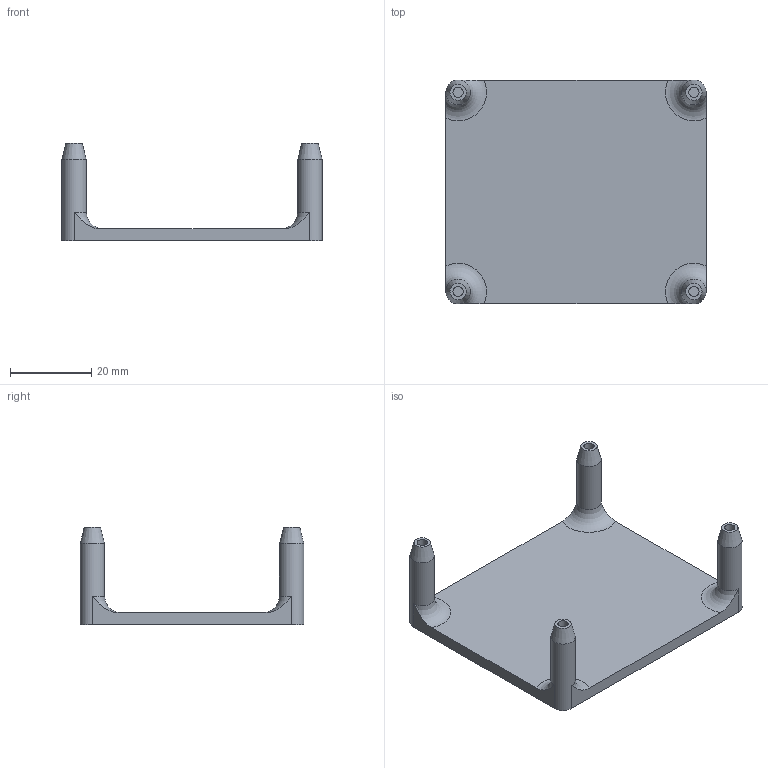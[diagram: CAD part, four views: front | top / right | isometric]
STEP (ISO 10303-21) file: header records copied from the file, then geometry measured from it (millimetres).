
FILE_DESCRIPTION(/* description */ (''),/* implementation_level */ '2;1');
FILE_NAME(/* name */ 'raspberry-pi-frame.step',/* time_stamp */ '2019-11-11T02:35:48+01:00',/* author */ (''),/* organization */ (''),/* preprocessor_version */ 'ST-DEVELOPER v18',/* originating_system */ 'Autodesk Translation Framework v8.9.1.1155',/* authorisation */ '');
FILE_SCHEMA (('AUTOMOTIVE_DESIGN { 1 0 10303 214 3 1 1 }'));
Length unit declared in the file: millimetre
Products named in the file (1): Socle-Pi
Bounding box: 64 x 55 x 24 mm (x, y, z)
Volume: 12703.6 mm3; surface area: 9572 mm2
Topology: 1 solids, 1 shells, 30 faces, 66 edges, 42 vertices
Faces by surface type: plane 14, cylinder 8, torus 4, cone 4
Full cylindrical faces by diameter (mm): 2.5 x4, 6 x4
Entity records: 921 total; most frequent: CARTESIAN_POINT 211, DIRECTION 150, ORIENTED_EDGE 132, EDGE_CURVE 66, AXIS2_PLACEMENT_3D 61, VERTEX_POINT 42, EDGE_LOOP 34, FACE_OUTER_BOUND 30
